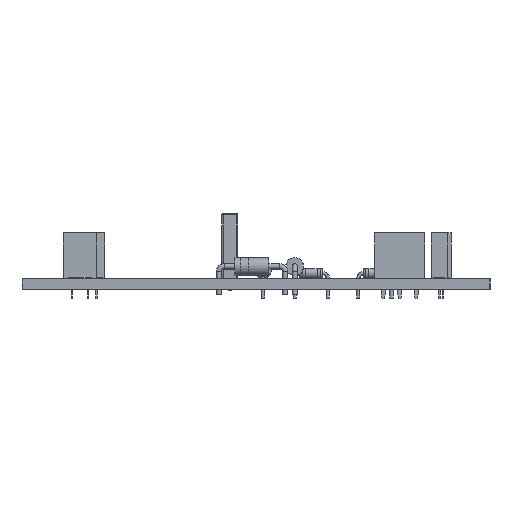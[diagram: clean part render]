
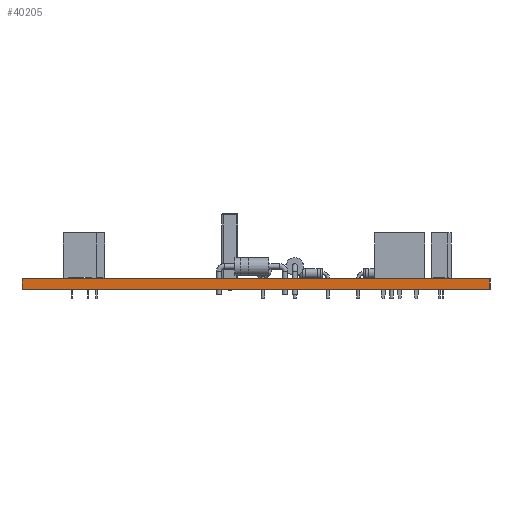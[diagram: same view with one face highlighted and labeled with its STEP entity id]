
A CAD part, left-side view. The second image highlights one B-rep face of the part: STEP entity #40205.
In plain terms, the highlighted planar face has unit normal (-1, 0, 0).
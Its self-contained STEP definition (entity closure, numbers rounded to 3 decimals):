
#40205 = ADVANCED_FACE('',(#40206),#40220,.F.);
#40206 = FACE_BOUND('',#40207,.F.);
#40207 = EDGE_LOOP('',(#40208,#40243,#40271,#40299));
#40208 = ORIENTED_EDGE('',*,*,#40209,.T.);
#40209 = EDGE_CURVE('',#40210,#40212,#40214,.T.);
#40210 = VERTEX_POINT('',#40211);
#40211 = CARTESIAN_POINT('',(80.899,-17.78,0.));
#40212 = VERTEX_POINT('',#40213);
#40213 = CARTESIAN_POINT('',(80.899,-17.78,1.6));
#40214 = SURFACE_CURVE('',#40215,(#40219,#40231),.PCURVE_S1.);
#40215 = LINE('',#40216,#40217);
#40216 = CARTESIAN_POINT('',(80.899,-17.78,0.));
#40217 = VECTOR('',#40218,1.);
#40218 = DIRECTION('',(0.,0.,1.));
#40219 = PCURVE('',#40220,#40225);
#40220 = PLANE('',#40221);
#40221 = AXIS2_PLACEMENT_3D('',#40222,#40223,#40224);
#40222 = CARTESIAN_POINT('',(80.899,-17.78,0.));
#40223 = DIRECTION('',(1.,0.,0.));
#40224 = DIRECTION('',(0.,-1.,0.));
#40225 = DEFINITIONAL_REPRESENTATION('',(#40226),#40230);
#40226 = LINE('',#40227,#40228);
#40227 = CARTESIAN_POINT('',(0.,0.));
#40228 = VECTOR('',#40229,1.);
#40229 = DIRECTION('',(0.,-1.));
#40230 = ( GEOMETRIC_REPRESENTATION_CONTEXT(2) 
PARAMETRIC_REPRESENTATION_CONTEXT() REPRESENTATION_CONTEXT('2D SPACE',''
  ) );
#40231 = PCURVE('',#40232,#40237);
#40232 = PLANE('',#40233);
#40233 = AXIS2_PLACEMENT_3D('',#40234,#40235,#40236);
#40234 = CARTESIAN_POINT('',(182.88,-17.78,0.));
#40235 = DIRECTION('',(0.,-1.,0.));
#40236 = DIRECTION('',(-1.,0.,0.));
#40237 = DEFINITIONAL_REPRESENTATION('',(#40238),#40242);
#40238 = LINE('',#40239,#40240);
#40239 = CARTESIAN_POINT('',(101.981,0.));
#40240 = VECTOR('',#40241,1.);
#40241 = DIRECTION('',(0.,-1.));
#40242 = ( GEOMETRIC_REPRESENTATION_CONTEXT(2) 
PARAMETRIC_REPRESENTATION_CONTEXT() REPRESENTATION_CONTEXT('2D SPACE',''
  ) );
#40243 = ORIENTED_EDGE('',*,*,#40244,.T.);
#40244 = EDGE_CURVE('',#40212,#40245,#40247,.T.);
#40245 = VERTEX_POINT('',#40246);
#40246 = CARTESIAN_POINT('',(80.899,-89.535,1.6));
#40247 = SURFACE_CURVE('',#40248,(#40252,#40259),.PCURVE_S1.);
#40248 = LINE('',#40249,#40250);
#40249 = CARTESIAN_POINT('',(80.899,-17.78,1.6));
#40250 = VECTOR('',#40251,1.);
#40251 = DIRECTION('',(0.,-1.,0.));
#40252 = PCURVE('',#40220,#40253);
#40253 = DEFINITIONAL_REPRESENTATION('',(#40254),#40258);
#40254 = LINE('',#40255,#40256);
#40255 = CARTESIAN_POINT('',(0.,-1.6));
#40256 = VECTOR('',#40257,1.);
#40257 = DIRECTION('',(1.,0.));
#40258 = ( GEOMETRIC_REPRESENTATION_CONTEXT(2) 
PARAMETRIC_REPRESENTATION_CONTEXT() REPRESENTATION_CONTEXT('2D SPACE',''
  ) );
#40259 = PCURVE('',#40260,#40265);
#40260 = PLANE('',#40261);
#40261 = AXIS2_PLACEMENT_3D('',#40262,#40263,#40264);
#40262 = CARTESIAN_POINT('',(131.89,-53.658,1.6));
#40263 = DIRECTION('',(0.,0.,1.));
#40264 = DIRECTION('',(1.,0.,0.));
#40265 = DEFINITIONAL_REPRESENTATION('',(#40266),#40270);
#40266 = LINE('',#40267,#40268);
#40267 = CARTESIAN_POINT('',(-50.991,35.878));
#40268 = VECTOR('',#40269,1.);
#40269 = DIRECTION('',(0.,-1.));
#40270 = ( GEOMETRIC_REPRESENTATION_CONTEXT(2) 
PARAMETRIC_REPRESENTATION_CONTEXT() REPRESENTATION_CONTEXT('2D SPACE',''
  ) );
#40271 = ORIENTED_EDGE('',*,*,#40272,.F.);
#40272 = EDGE_CURVE('',#40273,#40245,#40275,.T.);
#40273 = VERTEX_POINT('',#40274);
#40274 = CARTESIAN_POINT('',(80.899,-89.535,0.));
#40275 = SURFACE_CURVE('',#40276,(#40280,#40287),.PCURVE_S1.);
#40276 = LINE('',#40277,#40278);
#40277 = CARTESIAN_POINT('',(80.899,-89.535,0.));
#40278 = VECTOR('',#40279,1.);
#40279 = DIRECTION('',(0.,0.,1.));
#40280 = PCURVE('',#40220,#40281);
#40281 = DEFINITIONAL_REPRESENTATION('',(#40282),#40286);
#40282 = LINE('',#40283,#40284);
#40283 = CARTESIAN_POINT('',(71.755,0.));
#40284 = VECTOR('',#40285,1.);
#40285 = DIRECTION('',(0.,-1.));
#40286 = ( GEOMETRIC_REPRESENTATION_CONTEXT(2) 
PARAMETRIC_REPRESENTATION_CONTEXT() REPRESENTATION_CONTEXT('2D SPACE',''
  ) );
#40287 = PCURVE('',#40288,#40293);
#40288 = PLANE('',#40289);
#40289 = AXIS2_PLACEMENT_3D('',#40290,#40291,#40292);
#40290 = CARTESIAN_POINT('',(80.899,-89.535,0.));
#40291 = DIRECTION('',(0.,1.,0.));
#40292 = DIRECTION('',(1.,0.,0.));
#40293 = DEFINITIONAL_REPRESENTATION('',(#40294),#40298);
#40294 = LINE('',#40295,#40296);
#40295 = CARTESIAN_POINT('',(0.,0.));
#40296 = VECTOR('',#40297,1.);
#40297 = DIRECTION('',(0.,-1.));
#40298 = ( GEOMETRIC_REPRESENTATION_CONTEXT(2) 
PARAMETRIC_REPRESENTATION_CONTEXT() REPRESENTATION_CONTEXT('2D SPACE',''
  ) );
#40299 = ORIENTED_EDGE('',*,*,#40300,.F.);
#40300 = EDGE_CURVE('',#40210,#40273,#40301,.T.);
#40301 = SURFACE_CURVE('',#40302,(#40306,#40313),.PCURVE_S1.);
#40302 = LINE('',#40303,#40304);
#40303 = CARTESIAN_POINT('',(80.899,-17.78,0.));
#40304 = VECTOR('',#40305,1.);
#40305 = DIRECTION('',(0.,-1.,0.));
#40306 = PCURVE('',#40220,#40307);
#40307 = DEFINITIONAL_REPRESENTATION('',(#40308),#40312);
#40308 = LINE('',#40309,#40310);
#40309 = CARTESIAN_POINT('',(0.,0.));
#40310 = VECTOR('',#40311,1.);
#40311 = DIRECTION('',(1.,0.));
#40312 = ( GEOMETRIC_REPRESENTATION_CONTEXT(2) 
PARAMETRIC_REPRESENTATION_CONTEXT() REPRESENTATION_CONTEXT('2D SPACE',''
  ) );
#40313 = PCURVE('',#40314,#40319);
#40314 = PLANE('',#40315);
#40315 = AXIS2_PLACEMENT_3D('',#40316,#40317,#40318);
#40316 = CARTESIAN_POINT('',(131.89,-53.658,0.));
#40317 = DIRECTION('',(0.,0.,1.));
#40318 = DIRECTION('',(1.,0.,0.));
#40319 = DEFINITIONAL_REPRESENTATION('',(#40320),#40324);
#40320 = LINE('',#40321,#40322);
#40321 = CARTESIAN_POINT('',(-50.991,35.878));
#40322 = VECTOR('',#40323,1.);
#40323 = DIRECTION('',(0.,-1.));
#40324 = ( GEOMETRIC_REPRESENTATION_CONTEXT(2) 
PARAMETRIC_REPRESENTATION_CONTEXT() REPRESENTATION_CONTEXT('2D SPACE',''
  ) );
